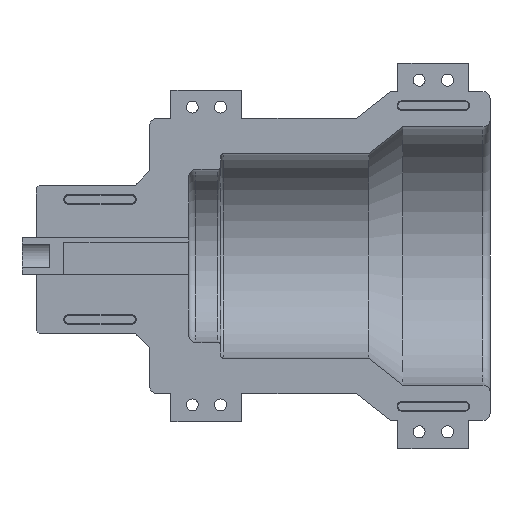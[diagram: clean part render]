
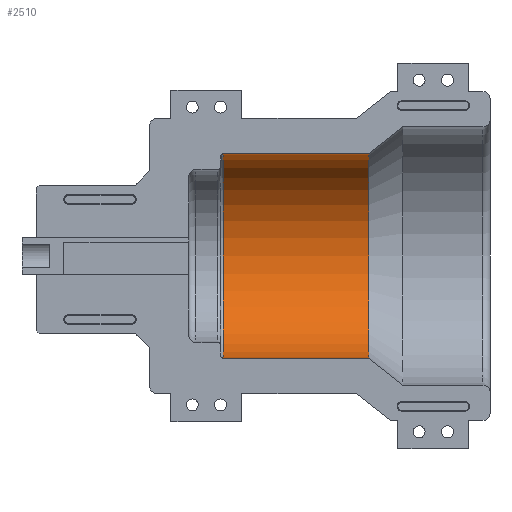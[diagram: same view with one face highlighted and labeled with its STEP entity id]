
A CAD part, front view. The second image highlights one B-rep face of the part: STEP entity #2510.
In plain terms, the highlighted cylindrical face has radius 72 mm (diameter 144 mm), a partial arc.
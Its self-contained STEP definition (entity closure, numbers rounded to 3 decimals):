
#265=LINE('',#4127,#524);
#288=LINE('',#4185,#547);
#524=VECTOR('',#3384,10.);
#547=VECTOR('',#3449,10.);
#582=CYLINDRICAL_SURFACE('',#2756,72.);
#747=FACE_OUTER_BOUND('',#918,.T.);
#918=EDGE_LOOP('',(#2251,#2252,#2253,#2254));
#1011=CIRCLE('',#2755,72.);
#1012=CIRCLE('',#2757,72.);
#1226=VERTEX_POINT('',#4122);
#1227=VERTEX_POINT('',#4126);
#1240=VERTEX_POINT('',#4180);
#1241=VERTEX_POINT('',#4184);
#1551=EDGE_CURVE('',#1226,#1227,#265,.T.);
#1580=EDGE_CURVE('',#1241,#1240,#288,.T.);
#1584=EDGE_CURVE('',#1227,#1240,#1011,.T.);
#1585=EDGE_CURVE('',#1226,#1241,#1012,.T.);
#2251=ORIENTED_EDGE('',*,*,#1551,.T.);
#2252=ORIENTED_EDGE('',*,*,#1584,.T.);
#2253=ORIENTED_EDGE('',*,*,#1580,.F.);
#2254=ORIENTED_EDGE('',*,*,#1585,.F.);
#2510=ADVANCED_FACE('',(#747),#582,.F.);
#2755=AXIS2_PLACEMENT_3D('',#4191,#3459,#3460);
#2756=AXIS2_PLACEMENT_3D('',#4192,#3461,#3462);
#2757=AXIS2_PLACEMENT_3D('',#4193,#3463,#3464);
#3384=DIRECTION('',(1.,0.,0.));
#3449=DIRECTION('',(1.,0.,0.));
#3459=DIRECTION('center_axis',(1.,0.,0.));
#3460=DIRECTION('ref_axis',(0.,0.,-1.));
#3461=DIRECTION('center_axis',(1.,0.,0.));
#3462=DIRECTION('ref_axis',(0.,0.,-1.));
#3463=DIRECTION('center_axis',(1.,0.,0.));
#3464=DIRECTION('ref_axis',(0.,0.,-1.));
#4122=CARTESIAN_POINT('',(142.,0.,-72.));
#4126=CARTESIAN_POINT('',(244.5,0.,-72.));
#4127=CARTESIAN_POINT('',(142.,0.,-72.));
#4180=CARTESIAN_POINT('',(244.5,0.,72.));
#4184=CARTESIAN_POINT('',(142.,0.,72.));
#4185=CARTESIAN_POINT('',(142.,0.,72.));
#4191=CARTESIAN_POINT('Origin',(244.5,0.,0.));
#4192=CARTESIAN_POINT('Origin',(193.25,0.,0.));
#4193=CARTESIAN_POINT('Origin',(142.,0.,0.));
